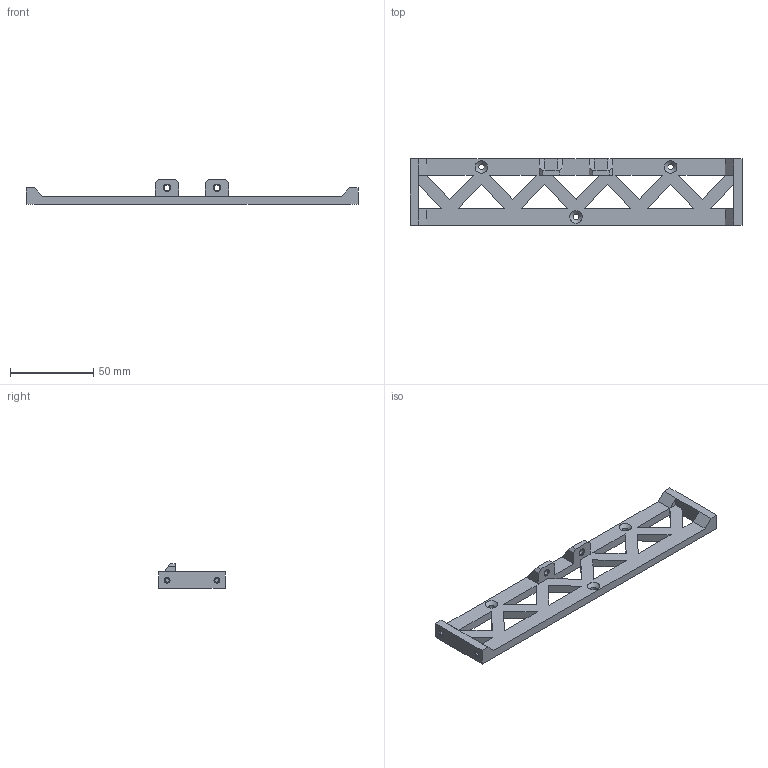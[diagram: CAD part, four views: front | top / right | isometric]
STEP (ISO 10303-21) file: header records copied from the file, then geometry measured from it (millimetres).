
FILE_DESCRIPTION(('Open CASCADE Model'),'2;1');
FILE_NAME('Open CASCADE Shape Model','2025-07-09T09:10:56',('Author'),( 'Open CASCADE'),'Open CASCADE STEP processor 7.7','Open CASCADE 7.7' ,'Unknown');
FILE_SCHEMA(('AUTOMOTIVE_DESIGN { 1 0 10303 214 1 1 1 1 }'));
Length unit declared in the file: millimetre
Products named in the file (1): Open CASCADE STEP translator 7.7 23
Bounding box: 200 x 40 x 15 mm (x, y, z)
Volume: 33004.7 mm3; surface area: 19866.3 mm2
Topology: 1 solids, 1 shells, 101 faces, 266 edges, 166 vertices
Faces by surface type: plane 78, cone 14, cylinder 9
Full cylindrical faces by diameter (mm): 2.5 x4, 3.5 x5
Entity records: 6600 total; most frequent: CARTESIAN_POINT 1114, DIRECTION 1026, LINE 748, VECTOR 748, ORIENTED_EDGE 532, PCURVE 532, DEFINITIONAL_REPRESENTATION 532, EDGE_CURVE 266
